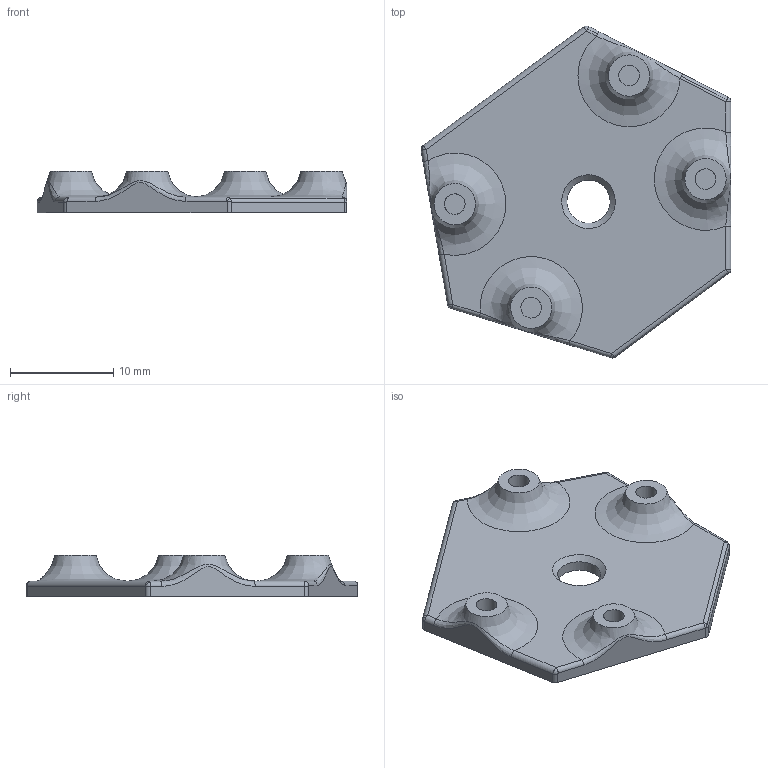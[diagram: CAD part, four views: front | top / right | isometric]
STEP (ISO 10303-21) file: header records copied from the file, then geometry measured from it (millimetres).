
FILE_DESCRIPTION(('HOOPS Exchange Step'),'2;1');
FILE_NAME('temp_export','2020-11-04T15:26:48-06:00',('mobile'),('Shapr3D Limited'),'HOOPS Exchange 2020.2','Shapr3D','Authorized');
FILE_SCHEMA( ('AP203_CONFIGURATION_CONTROLLED_3D_DESIGN_OF_MECHANICAL_PARTS_AND_ASSEMBLIES_MIM_LF') );
Length unit declared in the file: millimetre
Products named in the file (1): V0 Pi Cam Mount
Bounding box: 30.05 x 32.19 x 4 mm (x, y, z)
Volume: 1226.9 mm3; surface area: 1700.7 mm2
Topology: 1 solids, 1 shells, 58 faces, 149 edges, 91 vertices
Faces by surface type: cylinder 21, plane 16, bspline 15, sphere 5, cone 1
Full cylindrical faces by diameter (mm): 4.2 x1
Entity records: 11269 total; most frequent: CARTESIAN_POINT 9961, ORIENTED_EDGE 286, DIRECTION 234, EDGE_CURVE 143, AXIS2_PLACEMENT_3D 95, VERTEX_POINT 91, EDGE_LOOP 64, FACE_BOUND 64
